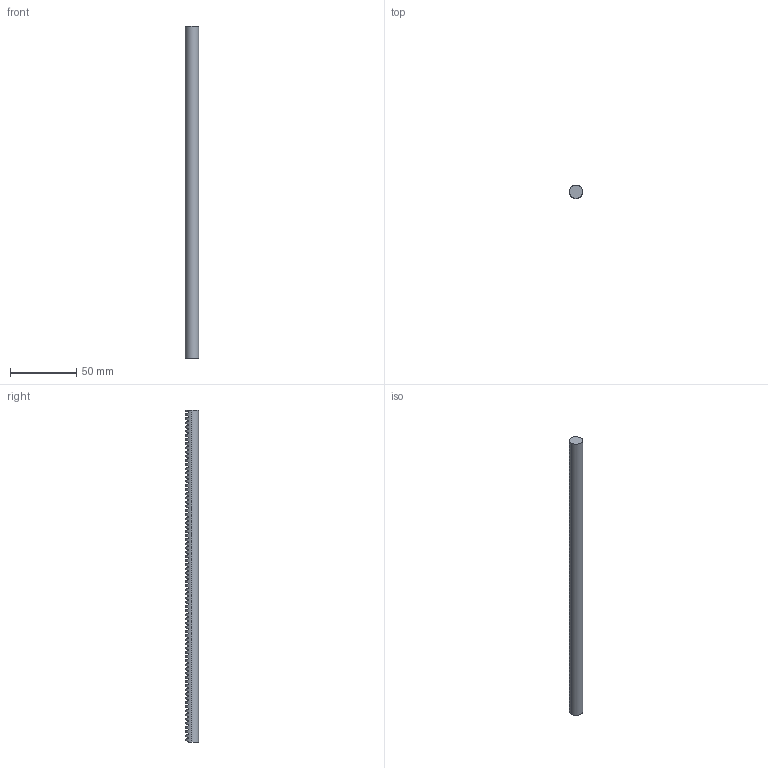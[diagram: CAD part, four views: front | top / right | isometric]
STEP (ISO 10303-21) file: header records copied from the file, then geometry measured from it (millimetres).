
FILE_DESCRIPTION(('STEP AP214'),'1');
FILE_NAME('141-010-025.stp','2017-10-09T10:43:06',('TraceParts'),('TraceParts S.A.'),'Spatial InterOp 3D',' ',' ');
FILE_SCHEMA(('automotive_design'));
Length unit declared in the file: millimetre
Products named in the file (1): 141-010-025
Bounding box: 10 x 9.8 x 250 mm (x, y, z)
Volume: 17960.3 mm3; surface area: 9423.8 mm2
Topology: 1 solids, 1 shells, 324 faces, 966 edges, 644 vertices
Faces by surface type: plane 321, cylinder 3
Entity records: 13273 total; most frequent: CARTESIAN_POINT 2889, ORIENTED_EDGE 1932, DIRECTION 1304, EDGE_CURVE 966, VERTEX_POINT 644, LINE 642, VECTOR 642, AXIS2_PLACEMENT_3D 331
